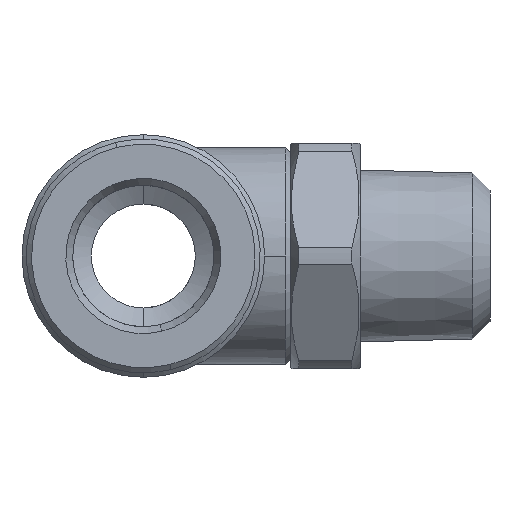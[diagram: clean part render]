
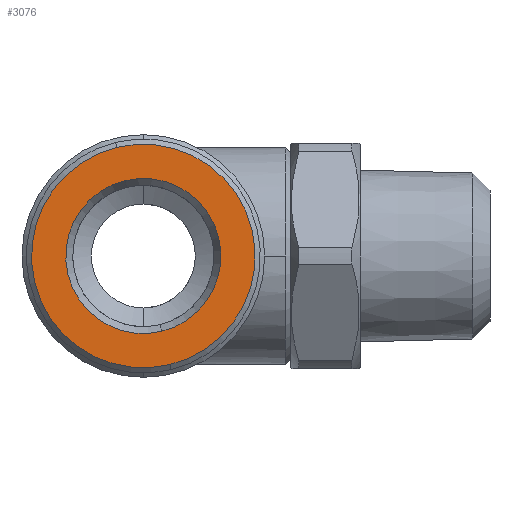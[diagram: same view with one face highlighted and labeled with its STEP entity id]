
A CAD part, left-side view. The second image highlights one B-rep face of the part: STEP entity #3076.
In plain terms, the highlighted planar face has unit normal (-1, 0, 0).
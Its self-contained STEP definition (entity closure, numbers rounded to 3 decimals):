
#1402 = CARTESIAN_POINT ( 'NONE',  ( -22.7, 1.531, 6.266 ) ) ;
#2196 = CARTESIAN_POINT ( 'NONE',  ( -22.7, -1.531, -6.266 ) ) ;
#2197 = DIRECTION ( 'NONE',  ( 0., -0.237, -0.971 ) ) ;
#2198 = DIRECTION ( 'NONE',  ( 1., 0., 0. ) ) ;
#2199 = CARTESIAN_POINT ( 'NONE',  ( -22.7, 0., 0. ) ) ;
#2204 = AXIS2_PLACEMENT_3D ( 'NONE', #2199, #2198, #2197 ) ;
#2205 = CIRCLE ( 'NONE', #2204, 6.45 ) ;
#2266 = CARTESIAN_POINT ( 'NONE',  ( -22.7, -1.062, -4.347 ) ) ;
#2358 = DIRECTION ( 'NONE',  ( 0., -0.237, -0.971 ) ) ;
#2359 = AXIS2_PLACEMENT_3D ( 'NONE', #2362, #2361, #2358 ) ;
#2360 = CIRCLE ( 'NONE', #2359, 4.475 ) ;
#2361 = DIRECTION ( 'NONE',  ( 1., 0., 0. ) ) ;
#2362 = CARTESIAN_POINT ( 'NONE',  ( -22.7, 0., 0. ) ) ;
#2385 = CARTESIAN_POINT ( 'NONE',  ( -22.7, 1.062, 4.347 ) ) ;
#2406 = CARTESIAN_POINT ( 'NONE',  ( -22.7, 6.266, -1.531 ) ) ;
#2407 = DIRECTION ( 'NONE',  ( -1., 0., 0. ) ) ;
#2408 = DIRECTION ( 'NONE',  ( 0., 0.237, 0.971 ) ) ;
#2443 = FACE_BOUND ( 'NONE', #3080, .T. ) ;
#2446 = AXIS2_PLACEMENT_3D ( 'NONE', #2406, #2407, #2408 ) ;
#2447 = FACE_OUTER_BOUND ( 'NONE', #3074, .T. ) ;
#2448 = PLANE ( 'NONE',  #2446 ) ;
#2463 = CARTESIAN_POINT ( 'NONE',  ( -22.7, 0., 0. ) ) ;
#2464 = AXIS2_PLACEMENT_3D ( 'NONE', #2463, #2472, #2469 ) ;
#2465 = CIRCLE ( 'NONE', #2464, 6.45 ) ;
#2469 = DIRECTION ( 'NONE',  ( 0., -0.237, -0.971 ) ) ;
#2472 = DIRECTION ( 'NONE',  ( 1., 0., 0. ) ) ;
#2476 = CARTESIAN_POINT ( 'NONE',  ( -22.7, 0., 0. ) ) ;
#2477 = AXIS2_PLACEMENT_3D ( 'NONE', #2476, #2484, #2494 ) ;
#2484 = DIRECTION ( 'NONE',  ( 1., 0., 0. ) ) ;
#2489 = CIRCLE ( 'NONE', #2477, 4.475 ) ;
#2494 = DIRECTION ( 'NONE',  ( 0., -0.237, -0.971 ) ) ;
#3000 = EDGE_CURVE ( 'NONE', #3001, #3377, #2205, .T. ) ;
#3001 = VERTEX_POINT ( 'NONE', #2196 ) ;
#3020 = VERTEX_POINT ( 'NONE', #2266 ) ;
#3049 = VERTEX_POINT ( 'NONE', #2385 ) ;
#3050 = EDGE_CURVE ( 'NONE', #3049, #3020, #2360, .T. ) ;
#3070 = ORIENTED_EDGE ( 'NONE', *, *, #3050, .T. ) ;
#3074 = EDGE_LOOP ( 'NONE', ( #3086, #3088 ) ) ;
#3076 = ADVANCED_FACE ( 'NONE', ( #2443, #2447 ), #2448, .T. ) ;
#3080 = EDGE_LOOP ( 'NONE', ( #3070, #3093 ) ) ;
#3086 = ORIENTED_EDGE ( 'NONE', *, *, #3000, .F. ) ;
#3088 = ORIENTED_EDGE ( 'NONE', *, *, #3089, .F. ) ;
#3089 = EDGE_CURVE ( 'NONE', #3377, #3001, #2465, .T. ) ;
#3093 = ORIENTED_EDGE ( 'NONE', *, *, #3097, .T. ) ;
#3097 = EDGE_CURVE ( 'NONE', #3020, #3049, #2489, .T. ) ;
#3377 = VERTEX_POINT ( 'NONE', #1402 ) ;
